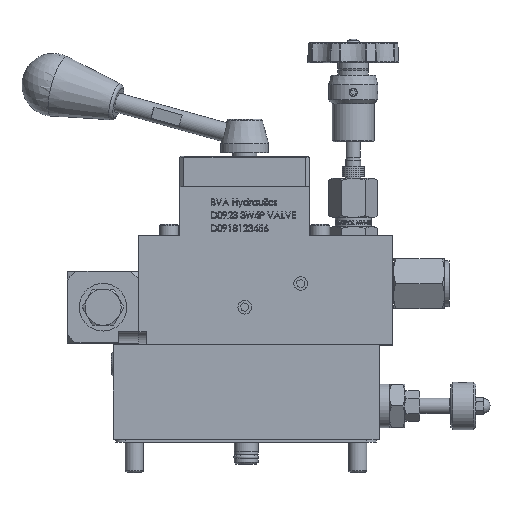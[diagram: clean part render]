
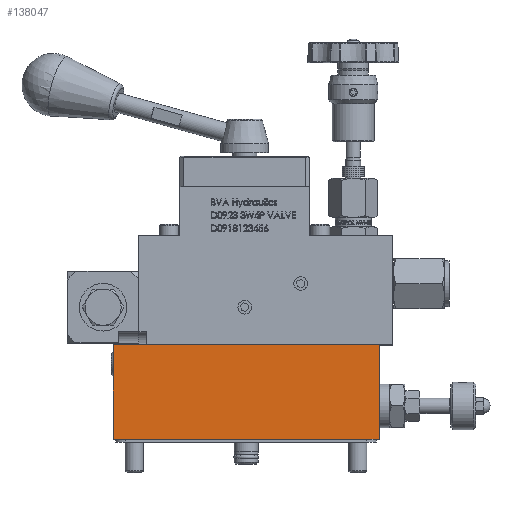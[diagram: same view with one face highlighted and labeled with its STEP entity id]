
A CAD part, top view. The second image highlights one B-rep face of the part: STEP entity #138047.
In plain terms, the highlighted planar face has unit normal (0, 0, 1).
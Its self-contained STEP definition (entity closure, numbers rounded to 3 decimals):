
#10410 = DIRECTION ( 'NONE',  ( 1., 0., 0. ) ) ;
#12925 = CARTESIAN_POINT ( 'NONE',  ( -69.15, 0., 39. ) ) ;
#22017 = EDGE_CURVE ( 'NONE', #211742, #137923, #182836, .T. ) ;
#23225 = EDGE_LOOP ( 'NONE', ( #99087, #52273, #103292, #33227 ) ) ;
#33227 = ORIENTED_EDGE ( 'NONE', *, *, #22017, .T. ) ;
#34119 = DIRECTION ( 'NONE',  ( 0., -1., 0. ) ) ;
#42034 = EDGE_CURVE ( 'NONE', #73770, #203551, #206155, .T. ) ;
#42907 = CARTESIAN_POINT ( 'NONE',  ( -69.15, -49.5, 39. ) ) ;
#47867 = DIRECTION ( 'NONE',  ( 0., 0., -1. ) ) ;
#52273 = ORIENTED_EDGE ( 'NONE', *, *, #42034, .F. ) ;
#58713 = LINE ( 'NONE', #73436, #76808 ) ;
#66712 = CARTESIAN_POINT ( 'NONE',  ( -69.15, 0., 39. ) ) ;
#73436 = CARTESIAN_POINT ( 'NONE',  ( -69.15, 0., 39. ) ) ;
#73770 = VERTEX_POINT ( 'NONE', #194759 ) ;
#76145 = PLANE ( 'NONE',  #176399 ) ;
#76808 = VECTOR ( 'NONE', #140546, 1000. ) ;
#97550 = VECTOR ( 'NONE', #34119, 1000. ) ;
#99087 = ORIENTED_EDGE ( 'NONE', *, *, #159024, .T. ) ;
#103292 = ORIENTED_EDGE ( 'NONE', *, *, #183233, .F. ) ;
#112133 = CARTESIAN_POINT ( 'NONE',  ( -69.15, 0., 39. ) ) ;
#113970 = FACE_OUTER_BOUND ( 'NONE', #23225, .T. ) ;
#118827 = CARTESIAN_POINT ( 'NONE',  ( 70.55, -49.5, 39. ) ) ;
#137028 = DIRECTION ( 'NONE',  ( 0., -1., 0. ) ) ;
#137923 = VERTEX_POINT ( 'NONE', #206190 ) ;
#138047 = ADVANCED_FACE ( 'NONE', ( #113970 ), #76145, .F. ) ;
#140546 = DIRECTION ( 'NONE',  ( 1., 0., 0. ) ) ;
#142993 = LINE ( 'NONE', #42907, #197237 ) ;
#159024 = EDGE_CURVE ( 'NONE', #137923, #203551, #142993, .T. ) ;
#170107 = VECTOR ( 'NONE', #137028, 1000. ) ;
#170903 = CARTESIAN_POINT ( 'NONE',  ( 70.55, 0., 39. ) ) ;
#176399 = AXIS2_PLACEMENT_3D ( 'NONE', #112133, #47867, #195198 ) ;
#182836 = LINE ( 'NONE', #66712, #97550 ) ;
#183233 = EDGE_CURVE ( 'NONE', #211742, #73770, #58713, .T. ) ;
#194759 = CARTESIAN_POINT ( 'NONE',  ( 70.55, 0., 39. ) ) ;
#195198 = DIRECTION ( 'NONE',  ( -1., 0., 0. ) ) ;
#197237 = VECTOR ( 'NONE', #10410, 1000. ) ;
#203551 = VERTEX_POINT ( 'NONE', #118827 ) ;
#206155 = LINE ( 'NONE', #170903, #170107 ) ;
#206190 = CARTESIAN_POINT ( 'NONE',  ( -69.15, -49.5, 39. ) ) ;
#211742 = VERTEX_POINT ( 'NONE', #12925 ) ;
